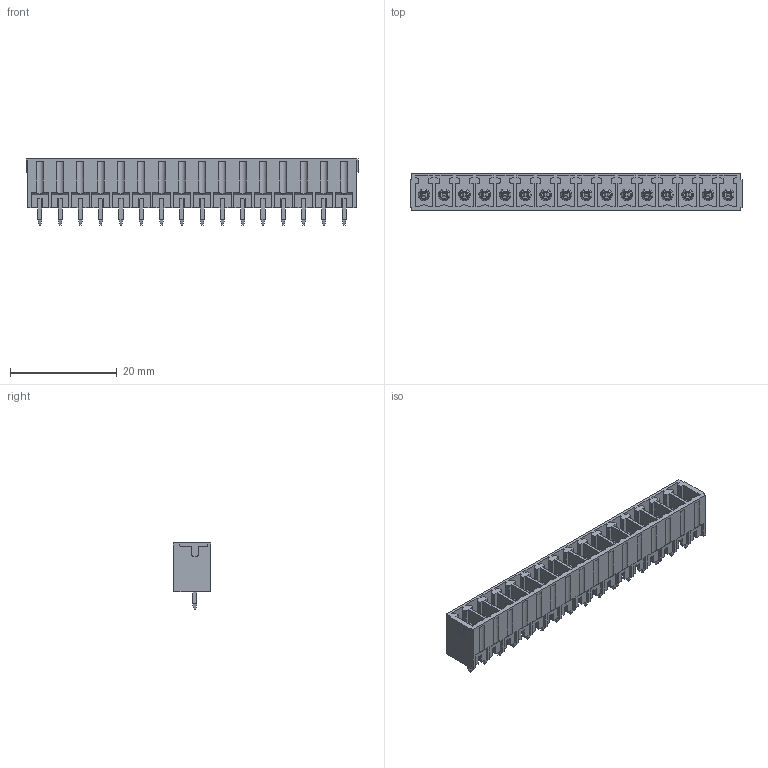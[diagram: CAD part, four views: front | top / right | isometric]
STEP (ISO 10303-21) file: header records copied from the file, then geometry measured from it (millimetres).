
FILE_DESCRIPTION(('CATIA V5 STEP Exchange','CAx-IF Rec.Pracs.--- Model Styling and Organization---1.2---2011-12-15'),'2;1');
FILE_NAME ('D1456273_0', '2018-09-29T05:25:30+00:00', ('none'), ('Weidmueller'), 'CATIA Version 5-6 Release 2014', 'CATIA V5 STEP AP214', 'none');
FILE_SCHEMA(('AUTOMOTIVE_DESIGN { 1 0 10303 214 1 1 1 1 }'));
Length unit declared in the file: millimetre
Products named in the file (1): 1793600000
Bounding box: 62.35 x 7.05 x 12.4 mm (x, y, z)
Volume: 1763.2 mm3; surface area: 5722.3 mm2
Topology: 17 solids, 17 shells, 1203 faces, 3442 edges, 2321 vertices
Faces by surface type: plane 874, cylinder 265, cone 32, torus 32
Entity records: 36462 total; most frequent: CARTESIAN_POINT 7180, ORIENTED_EDGE 6884, DIRECTION 4670, EDGE_CURVE 3442, VECTOR 2720, LINE 2720, VERTEX_POINT 2321, EDGE_LOOP 1283
